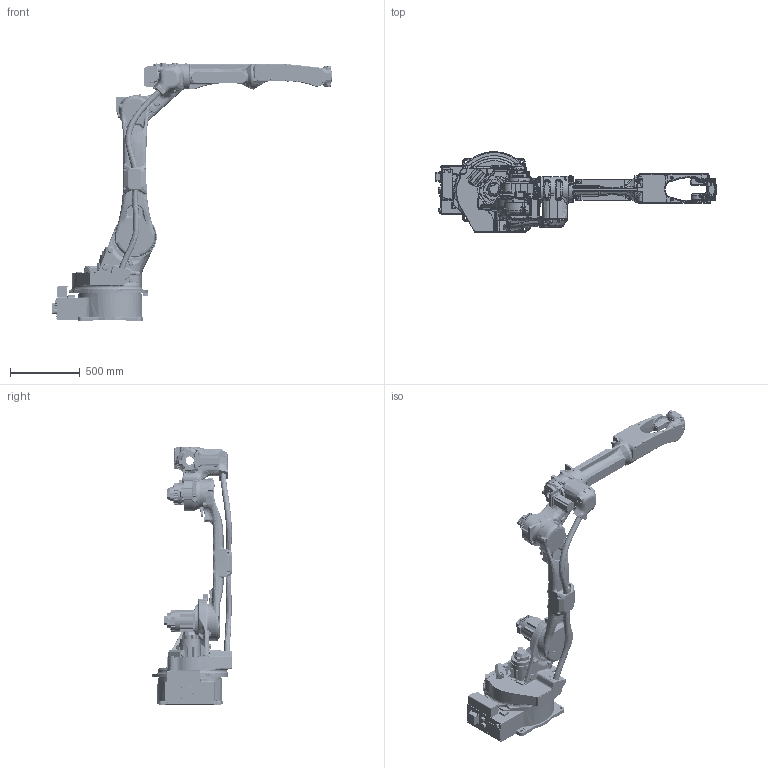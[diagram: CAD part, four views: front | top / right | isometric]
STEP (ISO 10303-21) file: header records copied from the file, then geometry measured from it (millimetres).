
FILE_DESCRIPTION(('FreeCAD Model'),'2;1');
FILE_NAME('Open CASCADE Shape Model','2025-05-02T18:02:34',('FreeCAD'),( 'FreeCAD'),'Open CASCADE STEP processor 7.6','FreeCAD','Unknown');
FILE_SCHEMA(('AUTOMOTIVE_DESIGN { 1 0 10303 214 1 1 1 1 }'));
Products named in the file (1): Open CASCADE STEP translator 7.6 1
Bounding box: 2014.89 x 580.5 x 1856.74 mm (x, y, z)
Volume: 139184512.1 mm3; surface area: 5546762.9 mm2
Topology: 7 solids, 41 shells, 6783 faces, 17171 edges, 10506 vertices
Faces by surface type: bspline 6783
Entity records: 331893 total; most frequent: CARTESIAN_POINT 236624, ORIENTED_EDGE 34088, EDGE_CURVE 17108, VERTEX_POINT 10503, B_SPLINE_CURVE_WITH_KNOTS 10479, FACE_BOUND 7023, EDGE_LOOP 7023, ADVANCED_FACE 6783
